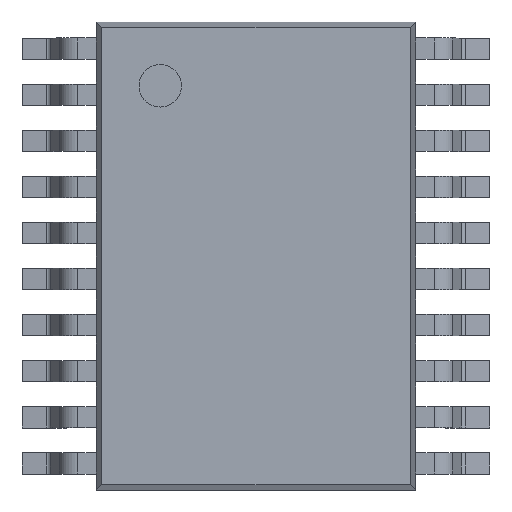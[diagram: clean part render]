
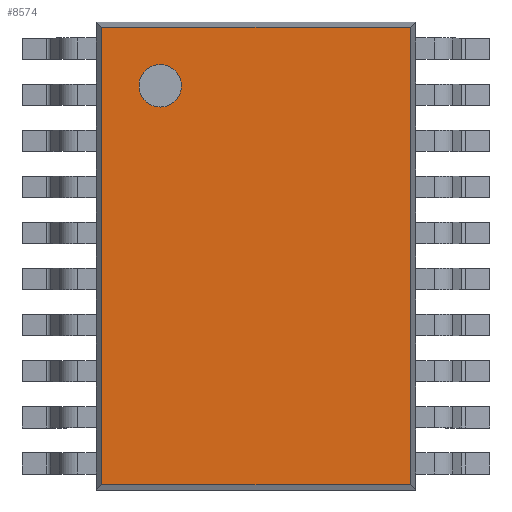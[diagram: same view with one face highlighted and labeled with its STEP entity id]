
A CAD part, top view. The second image highlights one B-rep face of the part: STEP entity #8574.
In plain terms, the highlighted planar face has unit normal (0, 0, 1).
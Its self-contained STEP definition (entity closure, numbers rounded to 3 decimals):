
#396 = CARTESIAN_POINT ( 'NONE',  ( -2.176, -3.226, 1.45 ) ) ;
#1017 = CARTESIAN_POINT ( 'NONE',  ( -1.35, 2.4, 1.45 ) ) ;
#1083 = EDGE_CURVE ( 'NONE', #2758, #2077, #2642, .T. ) ;
#1104 = DIRECTION ( 'NONE',  ( 0., -1., 0. ) ) ;
#1113 = DIRECTION ( 'NONE',  ( 0., 0., 1. ) ) ;
#1120 = FACE_OUTER_BOUND ( 'NONE', #8752, .T. ) ;
#1316 = DIRECTION ( 'NONE',  ( 0., 0., 1. ) ) ;
#1672 = VECTOR ( 'NONE', #9702, 1000. ) ;
#2077 = VERTEX_POINT ( 'NONE', #6161 ) ;
#2134 = ORIENTED_EDGE ( 'NONE', *, *, #6391, .F. ) ;
#2206 = EDGE_CURVE ( 'NONE', #5739, #5220, #6700, .T. ) ;
#2492 = LINE ( 'NONE', #2689, #4426 ) ;
#2642 = LINE ( 'NONE', #8663, #5443 ) ;
#2689 = CARTESIAN_POINT ( 'NONE',  ( -2.176, -3.3, 1.45 ) ) ;
#2758 = VERTEX_POINT ( 'NONE', #396 ) ;
#2802 = VERTEX_POINT ( 'NONE', #4846 ) ;
#2845 = CARTESIAN_POINT ( 'NONE',  ( 0., 0., 1.45 ) ) ;
#3187 = PLANE ( 'NONE',  #5032 ) ;
#3355 = ORIENTED_EDGE ( 'NONE', *, *, #2206, .T. ) ;
#3373 = DIRECTION ( 'NONE',  ( 1., 0., 0. ) ) ;
#3384 = AXIS2_PLACEMENT_3D ( 'NONE', #1017, #1113, #3373 ) ;
#3390 = ORIENTED_EDGE ( 'NONE', *, *, #6829, .T. ) ;
#3506 = LINE ( 'NONE', #3563, #6477 ) ;
#3563 = CARTESIAN_POINT ( 'NONE',  ( 2.176, 3.3, 1.45 ) ) ;
#3979 = AXIS2_PLACEMENT_3D ( 'NONE', #7616, #6053, #8352 ) ;
#4075 = EDGE_LOOP ( 'NONE', ( #2134, #5808 ) ) ;
#4305 = CARTESIAN_POINT ( 'NONE',  ( 2.176, 3.226, 1.45 ) ) ;
#4426 = VECTOR ( 'NONE', #1104, 1000. ) ;
#4846 = CARTESIAN_POINT ( 'NONE',  ( -1.05, 2.4, 1.45 ) ) ;
#5032 = AXIS2_PLACEMENT_3D ( 'NONE', #2845, #1316, #6583 ) ;
#5220 = VERTEX_POINT ( 'NONE', #5998 ) ;
#5235 = CIRCLE ( 'NONE', #3979, 0.3 ) ;
#5443 = VECTOR ( 'NONE', #5715, 1000. ) ;
#5715 = DIRECTION ( 'NONE',  ( 1., 0., 0. ) ) ;
#5716 = ORIENTED_EDGE ( 'NONE', *, *, #1083, .T. ) ;
#5739 = VERTEX_POINT ( 'NONE', #4305 ) ;
#5808 = ORIENTED_EDGE ( 'NONE', *, *, #8028, .F. ) ;
#5998 = CARTESIAN_POINT ( 'NONE',  ( -2.176, 3.226, 1.45 ) ) ;
#6038 = ORIENTED_EDGE ( 'NONE', *, *, #6857, .T. ) ;
#6053 = DIRECTION ( 'NONE',  ( 0., 0., 1. ) ) ;
#6161 = CARTESIAN_POINT ( 'NONE',  ( 2.176, -3.226, 1.45 ) ) ;
#6391 = EDGE_CURVE ( 'NONE', #2802, #7531, #9344, .T. ) ;
#6477 = VECTOR ( 'NONE', #7386, 1000. ) ;
#6583 = DIRECTION ( 'NONE',  ( 1., 0., 0. ) ) ;
#6700 = LINE ( 'NONE', #9054, #1672 ) ;
#6829 = EDGE_CURVE ( 'NONE', #5220, #2758, #2492, .T. ) ;
#6857 = EDGE_CURVE ( 'NONE', #2077, #5739, #3506, .T. ) ;
#7386 = DIRECTION ( 'NONE',  ( 0., 1., 0. ) ) ;
#7531 = VERTEX_POINT ( 'NONE', #8931 ) ;
#7616 = CARTESIAN_POINT ( 'NONE',  ( -1.35, 2.4, 1.45 ) ) ;
#8028 = EDGE_CURVE ( 'NONE', #7531, #2802, #5235, .T. ) ;
#8352 = DIRECTION ( 'NONE',  ( 1., 0., 0. ) ) ;
#8441 = FACE_BOUND ( 'NONE', #4075, .T. ) ;
#8574 = ADVANCED_FACE ( 'NONE', ( #8441, #1120 ), #3187, .T. ) ;
#8663 = CARTESIAN_POINT ( 'NONE',  ( 2.25, -3.226, 1.45 ) ) ;
#8752 = EDGE_LOOP ( 'NONE', ( #3355, #3390, #5716, #6038 ) ) ;
#8931 = CARTESIAN_POINT ( 'NONE',  ( -1.65, 2.4, 1.45 ) ) ;
#9054 = CARTESIAN_POINT ( 'NONE',  ( -2.25, 3.226, 1.45 ) ) ;
#9344 = CIRCLE ( 'NONE', #3384, 0.3 ) ;
#9702 = DIRECTION ( 'NONE',  ( -1., 0., 0. ) ) ;
